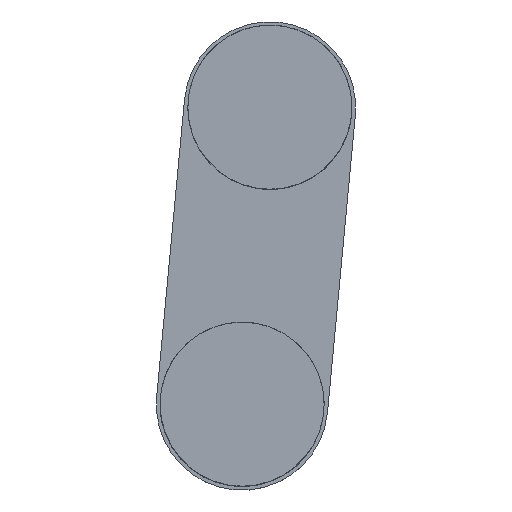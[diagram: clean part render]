
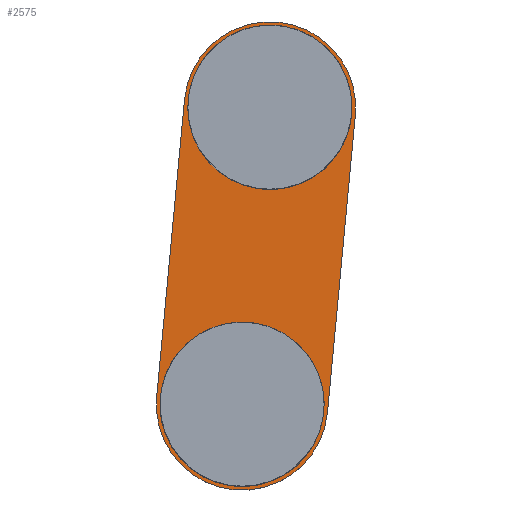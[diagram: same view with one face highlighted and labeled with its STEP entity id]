
A CAD part, top view. The second image highlights one B-rep face of the part: STEP entity #2575.
In plain terms, the highlighted planar face has unit normal (0, 0, 1).
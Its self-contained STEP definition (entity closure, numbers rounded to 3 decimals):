
#12 = VECTOR ( 'NONE', #9731, 1000. ) ;
#125 = CIRCLE ( 'NONE', #7161, 5.25 ) ;
#251 = EDGE_CURVE ( 'NONE', #2104, #11509, #659, .T. ) ;
#270 = PLANE ( 'NONE',  #5514 ) ;
#373 = VERTEX_POINT ( 'NONE', #4078 ) ;
#475 = ORIENTED_EDGE ( 'NONE', *, *, #3595, .T. ) ;
#543 = AXIS2_PLACEMENT_3D ( 'NONE', #3127, #6769, #10411 ) ;
#548 = CARTESIAN_POINT ( 'NONE',  ( 0., 0., 16.379 ) ) ;
#659 = CIRCLE ( 'NONE', #10170, 5.25 ) ;
#927 = ORIENTED_EDGE ( 'NONE', *, *, #10902, .T. ) ;
#976 = VECTOR ( 'NONE', #6070, 1000. ) ;
#1271 = CARTESIAN_POINT ( 'NONE',  ( 0.489, 5.227, 16.379 ) ) ;
#1481 = EDGE_LOOP ( 'NONE', ( #927, #4443 ) ) ;
#1923 = CIRCLE ( 'NONE', #5155, 5.25 ) ;
#1988 = FACE_BOUND ( 'NONE', #1481, .T. ) ;
#2045 = DIRECTION ( 'NONE',  ( 0.093, 0.996, 0. ) ) ;
#2104 = VERTEX_POINT ( 'NONE', #8787 ) ;
#2121 = DIRECTION ( 'NONE',  ( 0., 0., -1. ) ) ;
#2132 = ORIENTED_EDGE ( 'NONE', *, *, #3814, .T. ) ;
#2242 = DIRECTION ( 'NONE',  ( 0., 0., -1. ) ) ;
#2329 = DIRECTION ( 'NONE',  ( 0.093, 0.996, 0. ) ) ;
#2498 = LINE ( 'NONE', #6128, #976 ) ;
#2575 = ADVANCED_FACE ( 'NONE', ( #10164, #1988, #4845 ), #270, .F. ) ;
#2783 = CARTESIAN_POINT ( 'NONE',  ( 3.729, 39.826, 16.379 ) ) ;
#2838 = EDGE_LOOP ( 'NONE', ( #2132, #8264 ) ) ;
#2965 = CIRCLE ( 'NONE', #11732, 11.5 ) ;
#3015 = VERTEX_POINT ( 'NONE', #7745 ) ;
#3061 = DIRECTION ( 'NONE',  ( 0.093, 0.996, 0. ) ) ;
#3127 = CARTESIAN_POINT ( 'NONE',  ( 3.729, 39.826, 16.379 ) ) ;
#3294 = CARTESIAN_POINT ( 'NONE',  ( 0., 0., 16.379 ) ) ;
#3595 = EDGE_CURVE ( 'NONE', #9004, #4825, #6984, .T. ) ;
#3771 = CIRCLE ( 'NONE', #543, 5.25 ) ;
#3814 = EDGE_CURVE ( 'NONE', #3015, #11126, #125, .T. ) ;
#4078 = CARTESIAN_POINT ( 'NONE',  ( 11.45, -1.072, 16.379 ) ) ;
#4321 = CARTESIAN_POINT ( 'NONE',  ( 3.729, 39.826, 16.379 ) ) ;
#4443 = ORIENTED_EDGE ( 'NONE', *, *, #251, .T. ) ;
#4799 = ORIENTED_EDGE ( 'NONE', *, *, #7924, .T. ) ;
#4825 = VERTEX_POINT ( 'NONE', #11137 ) ;
#4845 = FACE_OUTER_BOUND ( 'NONE', #8752, .T. ) ;
#5155 = AXIS2_PLACEMENT_3D ( 'NONE', #6639, #9391, #2045 ) ;
#5514 = AXIS2_PLACEMENT_3D ( 'NONE', #6464, #5680, #8502 ) ;
#5527 = ORIENTED_EDGE ( 'NONE', *, *, #7309, .F. ) ;
#5558 = EDGE_CURVE ( 'NONE', #373, #4825, #6978, .T. ) ;
#5680 = DIRECTION ( 'NONE',  ( 0., 0., -1. ) ) ;
#6070 = DIRECTION ( 'NONE',  ( 0.093, 0.996, 0. ) ) ;
#6128 = CARTESIAN_POINT ( 'NONE',  ( 11.45, -1.072, 16.379 ) ) ;
#6450 = CARTESIAN_POINT ( 'NONE',  ( 3.24, 34.599, 16.379 ) ) ;
#6464 = CARTESIAN_POINT ( 'NONE',  ( 1.865, 19.913, 16.379 ) ) ;
#6639 = CARTESIAN_POINT ( 'NONE',  ( 0., 0., 16.379 ) ) ;
#6769 = DIRECTION ( 'NONE',  ( 0., 0., -1. ) ) ;
#6978 = CIRCLE ( 'NONE', #10031, 11.5 ) ;
#6984 = LINE ( 'NONE', #10629, #12 ) ;
#7161 = AXIS2_PLACEMENT_3D ( 'NONE', #3294, #11234, #3061 ) ;
#7193 = ORIENTED_EDGE ( 'NONE', *, *, #5558, .F. ) ;
#7309 = EDGE_CURVE ( 'NONE', #9004, #9245, #2965, .T. ) ;
#7569 = EDGE_CURVE ( 'NONE', #11126, #3015, #1923, .T. ) ;
#7745 = CARTESIAN_POINT ( 'NONE',  ( -0.489, -5.227, 16.379 ) ) ;
#7827 = DIRECTION ( 'NONE',  ( 0., 0., -1. ) ) ;
#7924 = EDGE_CURVE ( 'NONE', #373, #9245, #2498, .T. ) ;
#8264 = ORIENTED_EDGE ( 'NONE', *, *, #7569, .T. ) ;
#8402 = DIRECTION ( 'NONE',  ( 0.093, 0.996, 0. ) ) ;
#8502 = DIRECTION ( 'NONE',  ( 0.979, -0.204, 0. ) ) ;
#8752 = EDGE_LOOP ( 'NONE', ( #475, #7193, #4799, #5527 ) ) ;
#8787 = CARTESIAN_POINT ( 'NONE',  ( 4.219, 45.053, 16.379 ) ) ;
#9004 = VERTEX_POINT ( 'NONE', #9846 ) ;
#9245 = VERTEX_POINT ( 'NONE', #9267 ) ;
#9267 = CARTESIAN_POINT ( 'NONE',  ( 15.179, 38.754, 16.379 ) ) ;
#9391 = DIRECTION ( 'NONE',  ( 0., 0., -1. ) ) ;
#9731 = DIRECTION ( 'NONE',  ( -0.093, -0.996, 0. ) ) ;
#9846 = CARTESIAN_POINT ( 'NONE',  ( -7.721, 40.898, 16.379 ) ) ;
#10031 = AXIS2_PLACEMENT_3D ( 'NONE', #548, #7827, #2329 ) ;
#10164 = FACE_BOUND ( 'NONE', #2838, .T. ) ;
#10170 = AXIS2_PLACEMENT_3D ( 'NONE', #2783, #2121, #8402 ) ;
#10411 = DIRECTION ( 'NONE',  ( 0.093, 0.996, 0. ) ) ;
#10629 = CARTESIAN_POINT ( 'NONE',  ( -7.721, 40.898, 16.379 ) ) ;
#10902 = EDGE_CURVE ( 'NONE', #11509, #2104, #3771, .T. ) ;
#11126 = VERTEX_POINT ( 'NONE', #1271 ) ;
#11137 = CARTESIAN_POINT ( 'NONE',  ( -11.45, 1.072, 16.379 ) ) ;
#11234 = DIRECTION ( 'NONE',  ( 0., 0., -1. ) ) ;
#11312 = DIRECTION ( 'NONE',  ( 0.093, 0.996, 0. ) ) ;
#11509 = VERTEX_POINT ( 'NONE', #6450 ) ;
#11732 = AXIS2_PLACEMENT_3D ( 'NONE', #4321, #2242, #11312 ) ;
